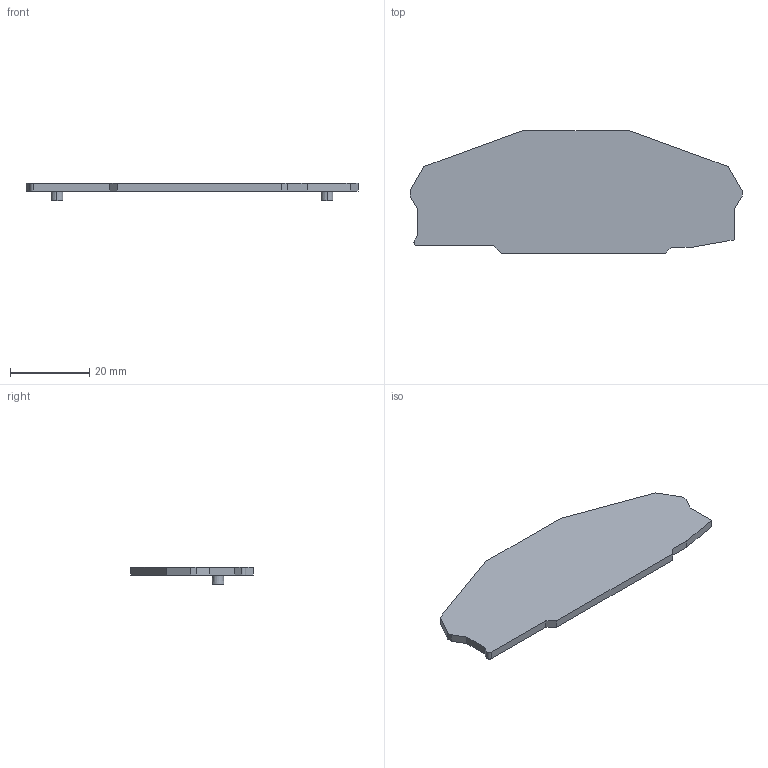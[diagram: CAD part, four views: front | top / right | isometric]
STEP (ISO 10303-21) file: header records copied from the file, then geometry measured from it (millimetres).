
FILE_DESCRIPTION((''),'2;1');
FILE_NAME('ZRK25_4_AP_STEP','2009-11-02T',('Stollb'),(''),'PRO/ENGINEER BY PARAMETRIC TECHNOLOGY CORPORATION, 2007390','PRO/ENGINEER BY PARAMETRIC TECHNOLOGY CORPORATION, 2007390','');
FILE_SCHEMA(('CONFIG_CONTROL_DESIGN'));
Length unit declared in the file: millimetre
Products named in the file (1): ZRK25_4_AP_STEP
Bounding box: 83.6 x 30.9 x 4.5 mm (x, y, z)
Volume: 4323.5 mm3; surface area: 4783.3 mm2
Topology: 1 solids, 1 shells, 37 faces, 89 edges, 58 vertices
Faces by surface type: plane 24, cylinder 5, cone 4, torus 4
Entity records: 1115 total; most frequent: DIRECTION 189, CARTESIAN_POINT 184, ORIENTED_EDGE 178, EDGE_CURVE 89, AXIS2_PLACEMENT_3D 63, VECTOR 63, LINE 63, VERTEX_POINT 58
